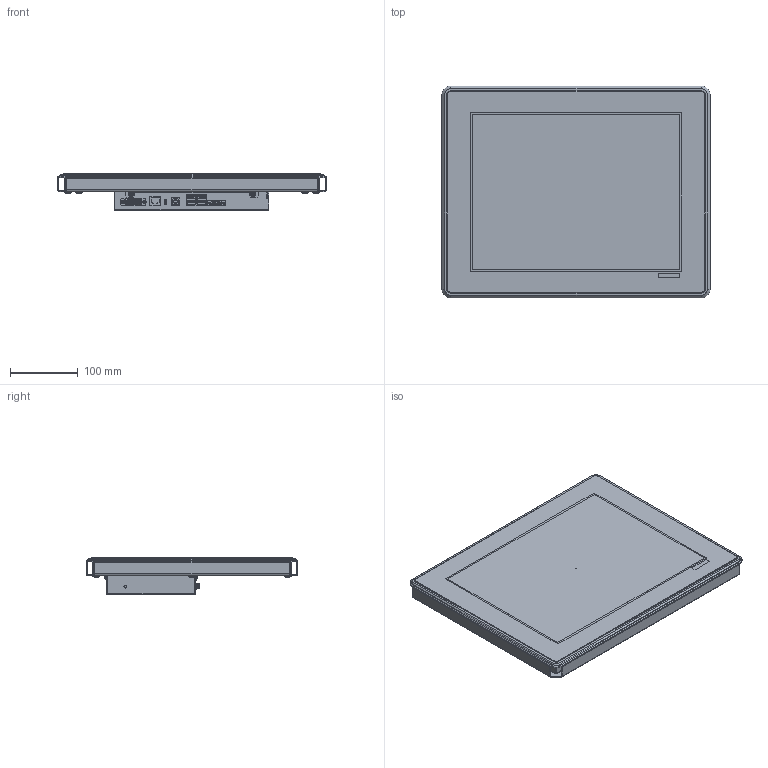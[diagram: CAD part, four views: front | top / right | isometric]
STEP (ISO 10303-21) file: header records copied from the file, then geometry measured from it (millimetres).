
FILE_DESCRIPTION((''),'2;1');
FILE_NAME('PROTOUCH Monitor - 15.0 Einbau.stp','2015-08-05T16:03:16',('PC107_User'),(''),'Autodesk Inventor 2013','Autodesk Inventor 2013','');
FILE_SCHEMA(('AUTOMOTIVE_DESIGN { 1 0 10303 214 1 1 1 1 }'));
Length unit declared in the file: millimetre
Products named in the file (3): PROTOUCH Monitor - 15.0 Einbau; TFT-PB150PU-A102E; MEC-FG1245
Assembly tree (2 placements, depth 2):
  PROTOUCH Monitor - 15.0 Einbau
    TFT-PB150PU-A102E
    MEC-FG1245
Bounding box: 395 x 312 x 54.5 mm (x, y, z)
Volume: 681147.9 mm3; surface area: 839999.9 mm2
Topology: 16 solids, 30 shells, 3477 faces, 9041 edges, 5817 vertices
Faces by surface type: plane 2505, cylinder 752, cone 150, torus 52, bspline 14, revolution 2, sphere 2
Full cylindrical faces by diameter (mm): 0.1 x1, 1.02 x4, 1.8 x3, 2.156 x2, 2.283 x2, 2.459 x6, 2.5 x2, 2.7 x2, 2.845 x4, 3 x32, 3.01 x1, 3.1 x1, 3.242 x6, 3.3 x2, 3.8 x12, 4 x13, 4.2 x2, 4.995 x6, 5 x12, 5.39 x6, 5.4 x6, 6.3 x4, 8 x4, 10 x6
Entity records: 106855 total; most frequent: CARTESIAN_POINT 20029, ORIENTED_EDGE 17392, DIRECTION 17096, EDGE_CURVE 8696, VECTOR 6726, LINE 6726, VERTEX_POINT 5743, AXIS2_PLACEMENT_3D 5184
